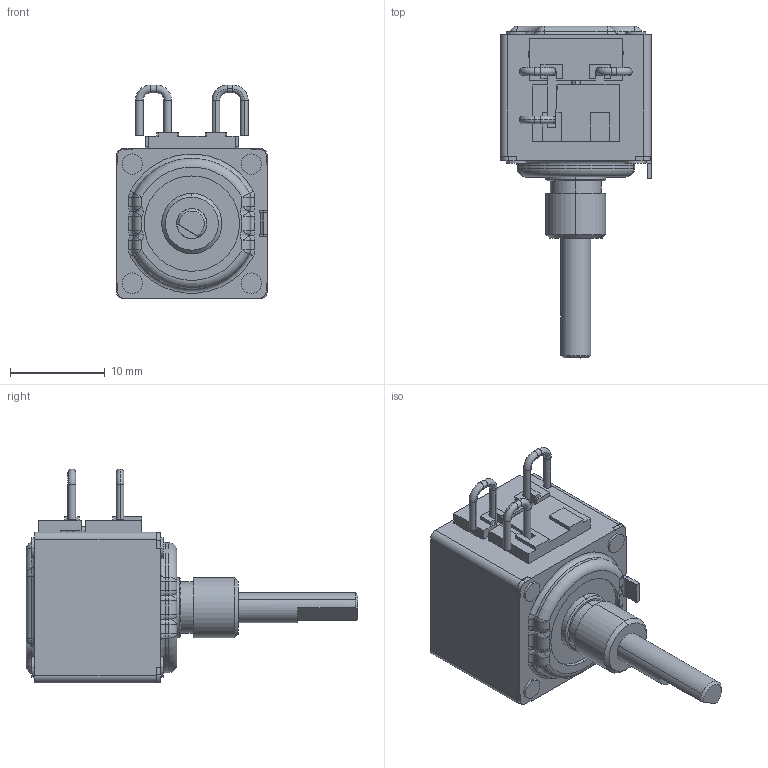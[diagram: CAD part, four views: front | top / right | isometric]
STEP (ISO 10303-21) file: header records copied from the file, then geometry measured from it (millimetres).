
FILE_DESCRIPTION((''),'2;1');
FILE_NAME('82C1A-F24','2014-07-22T',('RICKB'),('Bourns, Inc.'),'PRO/ENGINEER BY PARAMETRIC TECHNOLOGY CORPORATION, 2012230','PRO/ENGINEER BY PARAMETRIC TECHNOLOGY CORPORATION, 2012230','');
FILE_SCHEMA(('CONFIG_CONTROL_DESIGN'));
Length unit declared in the file: inch
Products named in the file (1): 82C1A-F24
Bounding box: 15.91 x 34.98 x 22.54 mm (x, y, z)
Volume: 3907 mm3; surface area: 3400.4 mm2
Topology: 1 solids, 6 shells, 608 faces, 1426 edges, 867 vertices
Faces by surface type: cylinder 226, plane 204, torus 98, sphere 40, cone 30, bspline 10
Entity records: 18006 total; most frequent: CARTESIAN_POINT 3736, DIRECTION 3198, ORIENTED_EDGE 2844, EDGE_CURVE 1422, AXIS2_PLACEMENT_3D 1257, VERTEX_POINT 867, VECTOR 684, LINE 684
